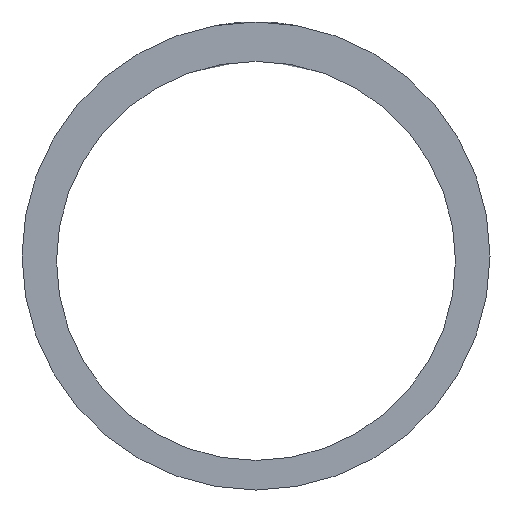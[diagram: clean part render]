
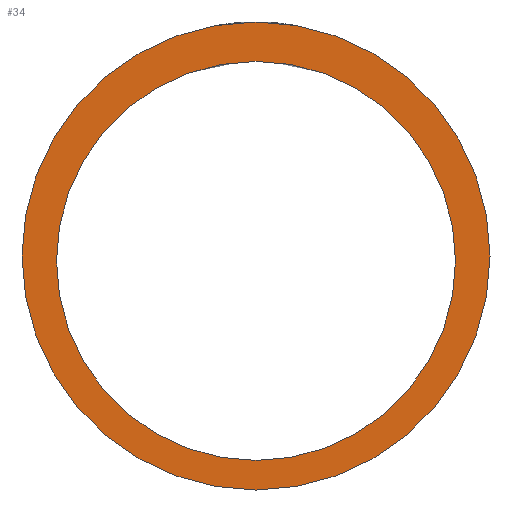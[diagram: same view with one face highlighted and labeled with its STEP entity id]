
A CAD part, left-side view. The second image highlights one B-rep face of the part: STEP entity #34.
In plain terms, the highlighted planar face has unit normal (-1, 0, 0).
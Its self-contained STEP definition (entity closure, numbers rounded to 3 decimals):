
#34 = ADVANCED_FACE( '', ( #68, #69 ), #70, .T. );
#68 = FACE_BOUND( '', #101, .T. );
#69 = FACE_OUTER_BOUND( '', #102, .T. );
#70 = PLANE( '', #103 );
#101 = EDGE_LOOP( '', ( #132 ) );
#102 = EDGE_LOOP( '', ( #133 ) );
#103 = AXIS2_PLACEMENT_3D( '', #134, #135, #136 );
#132 = ORIENTED_EDGE( '', *, *, #163, .F. );
#133 = ORIENTED_EDGE( '', *, *, #160, .T. );
#134 = CARTESIAN_POINT( '', ( 0., 0., 0. ) );
#135 = DIRECTION( '', ( -1., 0., 0. ) );
#136 = DIRECTION( '', ( 0., -1., 0. ) );
#160 = EDGE_CURVE( '', #175, #175, #176, .T. );
#163 = EDGE_CURVE( '', #180, #180, #181, .T. );
#175 = VERTEX_POINT( '', #250 );
#176 = CIRCLE( '', #251, 23.75 );
#180 = VERTEX_POINT( '', #255 );
#181 = CIRCLE( '', #256, 20.25 );
#250 = CARTESIAN_POINT( '', ( 0., 23.75, 0. ) );
#251 = AXIS2_PLACEMENT_3D( '', #318, #319, #320 );
#255 = CARTESIAN_POINT( '', ( 0., 20.25, -0.5 ) );
#256 = AXIS2_PLACEMENT_3D( '', #324, #325, #326 );
#318 = CARTESIAN_POINT( '', ( 0., 0., 0. ) );
#319 = DIRECTION( '', ( -1., 0., 0. ) );
#320 = DIRECTION( '', ( 0., 1., 0. ) );
#324 = CARTESIAN_POINT( '', ( 0., 0., -0.5 ) );
#325 = DIRECTION( '', ( -1., 0., 0. ) );
#326 = DIRECTION( '', ( 0., 1., 0. ) );
